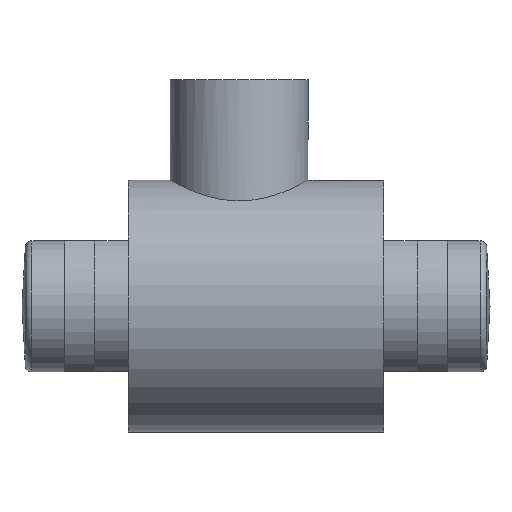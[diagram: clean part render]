
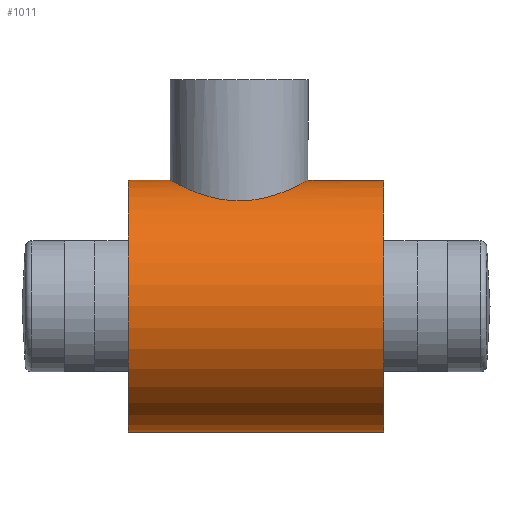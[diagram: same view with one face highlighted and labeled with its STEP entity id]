
A CAD part, left-side view. The second image highlights one B-rep face of the part: STEP entity #1011.
In plain terms, the highlighted cylindrical face has radius 37.5 mm (diameter 75 mm), a full revolution.
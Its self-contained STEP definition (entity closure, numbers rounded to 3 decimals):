
#21=B_SPLINE_CURVE_WITH_KNOTS('',3,(#1809,#1810,#1811,#1812,#1813,#1814,
#1815,#1816,#1817,#1818,#1819,#1820,#1821,#1822,#1823,#1824,#1825,#1826,
#1827,#1828,#1829,#1830,#1831,#1832,#1833,#1834,#1835,#1836,#1837,#1838,
#1839,#1840,#1841,#1842,#1843,#1844,#1845,#1846,#1847,#1848,#1849,#1850,
#1851,#1852,#1853,#1854,#1855,#1856,#1857,#1858,#1859,#1860,#1861,#1862,
#1863,#1864,#1865,#1866,#1867,#1868,#1869,#1870,#1871,#1872,#1873,#1874),
 .UNSPECIFIED.,.T.,.F.,(4,2,2,2,2,2,2,2,2,2,2,2,2,2,2,2,2,2,2,2,2,2,2,2,
2,2,2,2,2,2,2,2,4),(0.,0.397,0.793,1.19,
1.587,1.982,2.377,2.772,3.167,
3.562,3.957,4.352,4.747,5.143,
5.54,5.937,6.333,6.73,7.127,
7.523,7.92,8.315,8.71,9.105,
9.5,9.895,10.29,10.685,11.08,
11.477,11.874,12.27,12.667),
 .UNSPECIFIED.);
#40=FACE_BOUND('',#199,.T.);
#130=FACE_OUTER_BOUND('',#198,.T.);
#198=EDGE_LOOP('',(#912,#913,#914,#915,#916,#917));
#199=EDGE_LOOP('',(#918));
#287=LINE('',#1884,#370);
#370=VECTOR('',#1436,37.5);
#381=CIRCLE('',#1071,37.5);
#382=CIRCLE('',#1072,37.5);
#408=CIRCLE('',#1114,37.5);
#409=CIRCLE('',#1115,37.5);
#494=VERTEX_POINT('',#1671);
#495=VERTEX_POINT('',#1672);
#504=VERTEX_POINT('',#1726);
#505=VERTEX_POINT('',#1727);
#515=VERTEX_POINT('',#1807);
#606=EDGE_CURVE('',#494,#495,#381,.T.);
#607=EDGE_CURVE('',#495,#494,#382,.T.);
#635=EDGE_CURVE('',#504,#505,#408,.T.);
#636=EDGE_CURVE('',#505,#504,#409,.T.);
#650=EDGE_CURVE('',#515,#515,#21,.T.);
#654=EDGE_CURVE('',#505,#495,#287,.T.);
#912=ORIENTED_EDGE('',*,*,#635,.F.);
#913=ORIENTED_EDGE('',*,*,#636,.F.);
#914=ORIENTED_EDGE('',*,*,#654,.T.);
#915=ORIENTED_EDGE('',*,*,#607,.T.);
#916=ORIENTED_EDGE('',*,*,#606,.T.);
#917=ORIENTED_EDGE('',*,*,#654,.F.);
#918=ORIENTED_EDGE('',*,*,#650,.T.);
#955=CYLINDRICAL_SURFACE('',#1134,37.5);
#1011=ADVANCED_FACE('',(#130,#40),#955,.T.);
#1071=AXIS2_PLACEMENT_3D('',#1673,#1302,#1303);
#1072=AXIS2_PLACEMENT_3D('',#1674,#1304,#1305);
#1114=AXIS2_PLACEMENT_3D('',#1728,#1390,#1391);
#1115=AXIS2_PLACEMENT_3D('',#1729,#1392,#1393);
#1134=AXIS2_PLACEMENT_3D('',#1883,#1434,#1435);
#1302=DIRECTION('center_axis',(0.,-1.,0.));
#1303=DIRECTION('ref_axis',(1.,0.,0.));
#1304=DIRECTION('center_axis',(0.,-1.,0.));
#1305=DIRECTION('ref_axis',(1.,0.,0.));
#1390=DIRECTION('center_axis',(0.,-1.,0.));
#1391=DIRECTION('ref_axis',(1.,0.,0.));
#1392=DIRECTION('center_axis',(0.,-1.,0.));
#1393=DIRECTION('ref_axis',(1.,0.,0.));
#1434=DIRECTION('center_axis',(0.,-1.,0.));
#1435=DIRECTION('ref_axis',(1.,0.,0.));
#1436=DIRECTION('',(0.,1.,0.));
#1671=CARTESIAN_POINT('',(0.,108.,-37.5));
#1672=CARTESIAN_POINT('',(-37.5,108.,0.));
#1673=CARTESIAN_POINT('Origin',(0.,108.,0.));
#1674=CARTESIAN_POINT('Origin',(0.,108.,0.));
#1726=CARTESIAN_POINT('',(0.,32.,-37.5));
#1727=CARTESIAN_POINT('',(-37.5,32.,0.));
#1728=CARTESIAN_POINT('Origin',(0.,32.,0.));
#1729=CARTESIAN_POINT('Origin',(0.,32.,0.));
#1807=CARTESIAN_POINT('',(-20.5,75.,31.401));
#1809=CARTESIAN_POINT('Ctrl Pts',(-20.5,75.,31.401));
#1810=CARTESIAN_POINT('Ctrl Pts',(-20.5,76.322,31.401));
#1811=CARTESIAN_POINT('Ctrl Pts',(-20.37,77.677,31.487));
#1812=CARTESIAN_POINT('Ctrl Pts',(-19.837,80.35,31.825));
#1813=CARTESIAN_POINT('Ctrl Pts',(-19.433,81.668,32.078));
#1814=CARTESIAN_POINT('Ctrl Pts',(-18.38,84.181,32.692));
#1815=CARTESIAN_POINT('Ctrl Pts',(-17.729,85.378,33.055));
#1816=CARTESIAN_POINT('Ctrl Pts',(-16.236,87.587,33.814));
#1817=CARTESIAN_POINT('Ctrl Pts',(-15.392,88.599,34.209));
#1818=CARTESIAN_POINT('Ctrl Pts',(-13.603,90.388,34.959));
#1819=CARTESIAN_POINT('Ctrl Pts',(-12.593,91.231,35.341));
#1820=CARTESIAN_POINT('Ctrl Pts',(-10.383,92.726,36.053));
#1821=CARTESIAN_POINT('Ctrl Pts',(-9.183,93.379,36.381));
#1822=CARTESIAN_POINT('Ctrl Pts',(-6.665,94.434,36.925));
#1823=CARTESIAN_POINT('Ctrl Pts',(-5.344,94.838,37.142));
#1824=CARTESIAN_POINT('Ctrl Pts',(-2.67,95.371,37.429));
#1825=CARTESIAN_POINT('Ctrl Pts',(-1.317,95.5,37.5));
#1826=CARTESIAN_POINT('Ctrl Pts',(1.317,95.5,37.5));
#1827=CARTESIAN_POINT('Ctrl Pts',(2.67,95.371,37.429));
#1828=CARTESIAN_POINT('Ctrl Pts',(5.344,94.838,37.142));
#1829=CARTESIAN_POINT('Ctrl Pts',(6.665,94.434,36.925));
#1830=CARTESIAN_POINT('Ctrl Pts',(9.183,93.379,36.381));
#1831=CARTESIAN_POINT('Ctrl Pts',(10.383,92.726,36.053));
#1832=CARTESIAN_POINT('Ctrl Pts',(12.593,91.231,35.341));
#1833=CARTESIAN_POINT('Ctrl Pts',(13.603,90.388,34.959));
#1834=CARTESIAN_POINT('Ctrl Pts',(15.392,88.599,34.209));
#1835=CARTESIAN_POINT('Ctrl Pts',(16.236,87.587,33.814));
#1836=CARTESIAN_POINT('Ctrl Pts',(17.729,85.378,33.055));
#1837=CARTESIAN_POINT('Ctrl Pts',(18.38,84.181,32.692));
#1838=CARTESIAN_POINT('Ctrl Pts',(19.433,81.668,32.078));
#1839=CARTESIAN_POINT('Ctrl Pts',(19.837,80.35,31.825));
#1840=CARTESIAN_POINT('Ctrl Pts',(20.37,77.677,31.487));
#1841=CARTESIAN_POINT('Ctrl Pts',(20.5,76.322,31.401));
#1842=CARTESIAN_POINT('Ctrl Pts',(20.5,73.678,31.401));
#1843=CARTESIAN_POINT('Ctrl Pts',(20.37,72.323,31.487));
#1844=CARTESIAN_POINT('Ctrl Pts',(19.837,69.65,31.825));
#1845=CARTESIAN_POINT('Ctrl Pts',(19.433,68.332,32.078));
#1846=CARTESIAN_POINT('Ctrl Pts',(18.38,65.819,32.692));
#1847=CARTESIAN_POINT('Ctrl Pts',(17.729,64.622,33.055));
#1848=CARTESIAN_POINT('Ctrl Pts',(16.236,62.413,33.814));
#1849=CARTESIAN_POINT('Ctrl Pts',(15.392,61.401,34.209));
#1850=CARTESIAN_POINT('Ctrl Pts',(13.603,59.612,34.959));
#1851=CARTESIAN_POINT('Ctrl Pts',(12.593,58.769,35.341));
#1852=CARTESIAN_POINT('Ctrl Pts',(10.383,57.274,36.053));
#1853=CARTESIAN_POINT('Ctrl Pts',(9.183,56.621,36.381));
#1854=CARTESIAN_POINT('Ctrl Pts',(6.665,55.566,36.925));
#1855=CARTESIAN_POINT('Ctrl Pts',(5.344,55.162,37.142));
#1856=CARTESIAN_POINT('Ctrl Pts',(2.67,54.629,37.429));
#1857=CARTESIAN_POINT('Ctrl Pts',(1.317,54.5,37.5));
#1858=CARTESIAN_POINT('Ctrl Pts',(-1.317,54.5,37.5));
#1859=CARTESIAN_POINT('Ctrl Pts',(-2.67,54.629,37.429));
#1860=CARTESIAN_POINT('Ctrl Pts',(-5.344,55.162,37.142));
#1861=CARTESIAN_POINT('Ctrl Pts',(-6.665,55.566,36.925));
#1862=CARTESIAN_POINT('Ctrl Pts',(-9.183,56.621,36.381));
#1863=CARTESIAN_POINT('Ctrl Pts',(-10.383,57.274,36.053));
#1864=CARTESIAN_POINT('Ctrl Pts',(-12.593,58.769,35.341));
#1865=CARTESIAN_POINT('Ctrl Pts',(-13.603,59.612,34.959));
#1866=CARTESIAN_POINT('Ctrl Pts',(-15.392,61.401,34.209));
#1867=CARTESIAN_POINT('Ctrl Pts',(-16.236,62.413,33.814));
#1868=CARTESIAN_POINT('Ctrl Pts',(-17.729,64.622,33.055));
#1869=CARTESIAN_POINT('Ctrl Pts',(-18.38,65.819,32.692));
#1870=CARTESIAN_POINT('Ctrl Pts',(-19.433,68.332,32.078));
#1871=CARTESIAN_POINT('Ctrl Pts',(-19.837,69.65,31.825));
#1872=CARTESIAN_POINT('Ctrl Pts',(-20.37,72.323,31.487));
#1873=CARTESIAN_POINT('Ctrl Pts',(-20.5,73.678,31.401));
#1874=CARTESIAN_POINT('Ctrl Pts',(-20.5,75.,31.401));
#1883=CARTESIAN_POINT('Origin',(0.,70.,0.));
#1884=CARTESIAN_POINT('',(-37.5,70.,0.));
